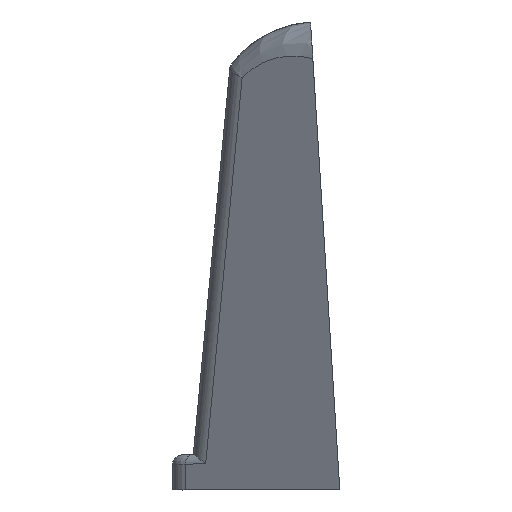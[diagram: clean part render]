
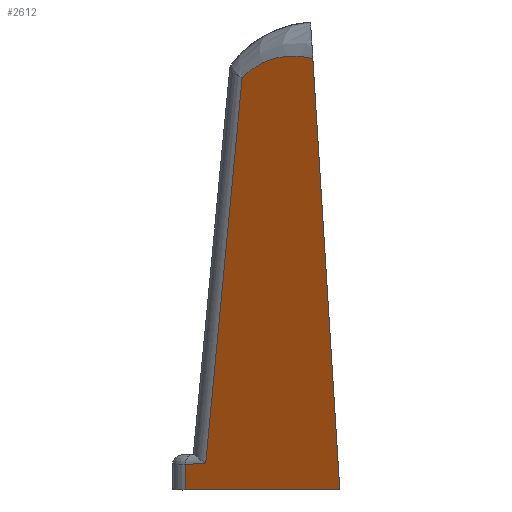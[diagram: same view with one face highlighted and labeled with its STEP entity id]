
A CAD part, left-side view. The second image highlights one B-rep face of the part: STEP entity #2612.
In plain terms, the highlighted planar face has unit normal (-0.76, 0.643, 0.093).
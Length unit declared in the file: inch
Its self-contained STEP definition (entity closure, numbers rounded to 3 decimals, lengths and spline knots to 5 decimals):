
#138 = EDGE_CURVE ( 'NONE', #5084, #4828, #1494, .T. ) ;
#249 = EDGE_CURVE ( 'NONE', #4828, #4779, #1581, .T. ) ;
#261 = EDGE_CURVE ( 'NONE', #4779, #4834, #1587, .T. ) ;
#1336 = B_SPLINE_CURVE_WITH_KNOTS ( 'NONE', 3,
 ( #8901, #8908, #8909, #8910, #8911, #8912, #8913, #8914, #8915, #8916, #8917, #8918, #8919 ),
 .UNSPECIFIED., .F., .F.,
 ( 4, 1, 2, 2, 2, 2, 4 ),
 ( 0., 0.125, 0.1875, 0.25, 0.5, 0.75, 1. ),
 .UNSPECIFIED. ) ;
#1494 = LINE ( 'NONE', #6078, #1498 ) ;
#1498 = VECTOR ( 'NONE', #6086, 39.37008 ) ;
#1573 = VECTOR ( 'NONE', #2031, 39.37008 ) ;
#1581 = LINE ( 'NONE', #2024, #1573 ) ;
#1587 = LINE ( 'NONE', #2126, #1593 ) ;
#1593 = VECTOR ( 'NONE', #2226, 39.37008 ) ;
#2024 = CARTESIAN_POINT ( 'NONE',  ( -3.26878, 0.5083, -1.62485 ) ) ;
#2031 = DIRECTION ( 'NONE',  ( 0.644, 0.765, -0.02 ) ) ;
#2126 = CARTESIAN_POINT ( 'NONE',  ( -3.2052, 0.58379, -1.62682 ) ) ;
#2226 = DIRECTION ( 'NONE',  ( -0.122, 0., -0.993 ) ) ;
#2612 = ADVANCED_FACE ( 'NONE', ( #4136 ), #2906, .T. ) ;
#2840 = DIRECTION ( 'NONE',  ( -0.76, 0.643, 0.093 ) ) ;
#2891 = CARTESIAN_POINT ( 'NONE',  ( -3.21409, 0.59735, -1.79255 ) ) ;
#2906 = PLANE ( 'NONE',  #6443 ) ;
#2954 = DIRECTION ( 'NONE',  ( -0.646, -0.764, 0. ) ) ;
#3859 = EDGE_LOOP ( 'NONE', ( #6225, #6320, #6224, #6221, #6222, #6223 ) ) ;
#4136 = FACE_OUTER_BOUND ( 'NONE', #3859, .T. ) ;
#4282 = LINE ( 'NONE', #9829, #4283 ) ;
#4283 = VECTOR ( 'NONE', #9830, 39.37008 ) ;
#4299 = LINE ( 'NONE', #9883, #4309 ) ;
#4309 = VECTOR ( 'NONE', #9893, 39.37008 ) ;
#4480 = EDGE_CURVE ( 'NONE', #4817, #4834, #4282, .T. ) ;
#4500 = EDGE_CURVE ( 'NONE', #4807, #4817, #4299, .T. ) ;
#4592 = EDGE_CURVE ( 'NONE', #4807, #5084, #1336, .T. ) ;
#4779 = VERTEX_POINT ( 'NONE', #9217 ) ;
#4807 = VERTEX_POINT ( 'NONE', #9245 ) ;
#4817 = VERTEX_POINT ( 'NONE', #9255 ) ;
#4828 = VERTEX_POINT ( 'NONE', #9266 ) ;
#4834 = VERTEX_POINT ( 'NONE', #9272 ) ;
#5084 = VERTEX_POINT ( 'NONE', #7185 ) ;
#6078 = CARTESIAN_POINT ( 'NONE',  ( -3.20719, 0.37252, -0.18839 ) ) ;
#6086 = DIRECTION ( 'NONE',  ( -0.043, 0.094, -0.995 ) ) ;
#6221 = ORIENTED_EDGE ( 'NONE', *, *, #138, .T. ) ;
#6222 = ORIENTED_EDGE ( 'NONE', *, *, #249, .T. ) ;
#6223 = ORIENTED_EDGE ( 'NONE', *, *, #261, .T. ) ;
#6224 = ORIENTED_EDGE ( 'NONE', *, *, #4592, .T. ) ;
#6225 = ORIENTED_EDGE ( 'NONE', *, *, #4480, .F. ) ;
#6320 = ORIENTED_EDGE ( 'NONE', *, *, #4500, .F. ) ;
#6443 = AXIS2_PLACEMENT_3D ( 'NONE', #2891, #2840, #2954 ) ;
#7185 = CARTESIAN_POINT ( 'NONE',  ( -3.20719, 0.37252, -0.18839 ) ) ;
#8901 = CARTESIAN_POINT ( 'NONE',  ( -3.42089, 0.10937, -0.11695 ) ) ;
#8908 = CARTESIAN_POINT ( 'NONE',  ( -3.41071, 0.12092, -0.11354 ) ) ;
#8909 = CARTESIAN_POINT ( 'NONE',  ( -3.39544, 0.13842, -0.10966 ) ) ;
#8910 = CARTESIAN_POINT ( 'NONE',  ( -3.38016, 0.15619, -0.10763 ) ) ;
#8911 = CARTESIAN_POINT ( 'NONE',  ( -3.36997, 0.16811, -0.10667 ) ) ;
#8912 = CARTESIAN_POINT ( 'NONE',  ( -3.36485, 0.17413, -0.1064 ) ) ;
#8913 = CARTESIAN_POINT ( 'NONE',  ( -3.33953, 0.20403, -0.10608 ) ) ;
#8914 = CARTESIAN_POINT ( 'NONE',  ( -3.31967, 0.22797, -0.10914 ) ) ;
#8915 = CARTESIAN_POINT ( 'NONE',  ( -3.28216, 0.27416, -0.12167 ) ) ;
#8916 = CARTESIAN_POINT ( 'NONE',  ( -3.26457, 0.29634, -0.13113 ) ) ;
#8917 = CARTESIAN_POINT ( 'NONE',  ( -3.2329, 0.33738, -0.15579 ) ) ;
#8918 = CARTESIAN_POINT ( 'NONE',  ( -3.21892, 0.3561, -0.17091 ) ) ;
#8919 = CARTESIAN_POINT ( 'NONE',  ( -3.20719, 0.37252, -0.18839 ) ) ;
#9217 = CARTESIAN_POINT ( 'NONE',  ( -3.2052, 0.58379, -1.62682 ) ) ;
#9245 = CARTESIAN_POINT ( 'NONE',  ( -3.42089, 0.10937, -0.11695 ) ) ;
#9255 = CARTESIAN_POINT ( 'NONE',  ( -3.70302, 0.00889, -1.72292 ) ) ;
#9266 = CARTESIAN_POINT ( 'NONE',  ( -3.26878, 0.5083, -1.62485 ) ) ;
#9272 = CARTESIAN_POINT ( 'NONE',  ( -3.217, 0.58379, -1.72292 ) ) ;
#9829 = CARTESIAN_POINT ( 'NONE',  ( -3.2091, 0.59313, -1.72292 ) ) ;
#9830 = DIRECTION ( 'NONE',  ( 0.646, 0.764, 0. ) ) ;
#9883 = CARTESIAN_POINT ( 'NONE',  ( -3.42089, 0.10937, -0.11695 ) ) ;
#9893 = DIRECTION ( 'NONE',  ( -0.173, -0.062, -0.983 ) ) ;
